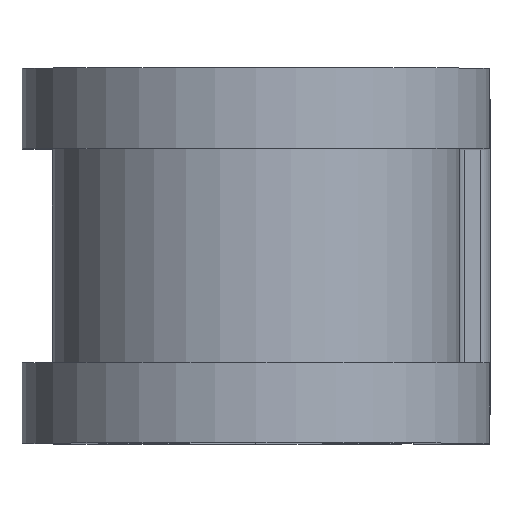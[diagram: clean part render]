
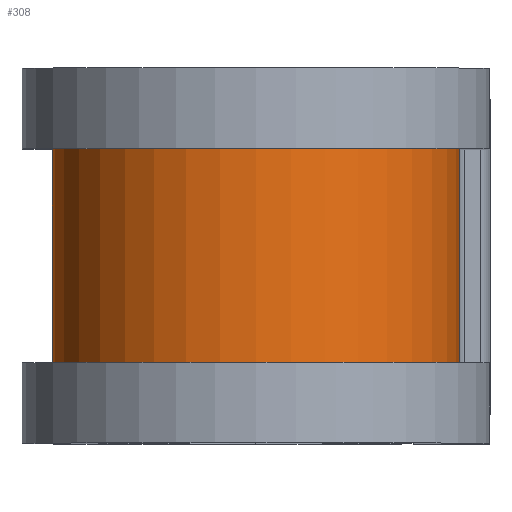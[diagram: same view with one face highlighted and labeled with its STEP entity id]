
A CAD part, top view. The second image highlights one B-rep face of the part: STEP entity #308.
In plain terms, the highlighted cylindrical face has radius 10.274 mm (diameter 20.549 mm), a partial arc.
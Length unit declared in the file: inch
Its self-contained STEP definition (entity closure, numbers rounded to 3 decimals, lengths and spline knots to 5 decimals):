
#4 = CIRCLE ( 'NONE', #1377, 0.4045 ) ;
#94 = DIRECTION ( 'NONE',  ( 0., -1., 0. ) ) ;
#133 = CYLINDRICAL_SURFACE ( 'NONE', #386, 0.4045 ) ;
#171 = DIRECTION ( 'NONE',  ( 0., -1., 0. ) ) ;
#228 = DIRECTION ( 'NONE',  ( 0., -1., 0. ) ) ;
#262 = CARTESIAN_POINT ( 'NONE',  ( 0., 0.3125, 0.625 ) ) ;
#308 = ADVANCED_FACE ( 'NONE', ( #1452 ), #133, .T. ) ;
#325 = DIRECTION ( 'NONE',  ( 0., -1., 0. ) ) ;
#373 = CARTESIAN_POINT ( 'NONE',  ( 0.4045, -0.2125, 0.625 ) ) ;
#386 = AXIS2_PLACEMENT_3D ( 'NONE', #262, #94, #1259 ) ;
#414 = CARTESIAN_POINT ( 'NONE',  ( 0.4045, 0.2125, 0.625 ) ) ;
#441 = VERTEX_POINT ( 'NONE', #373 ) ;
#545 = EDGE_CURVE ( 'NONE', #1697, #661, #1986, .T. ) ;
#661 = VERTEX_POINT ( 'NONE', #850 ) ;
#747 = EDGE_CURVE ( 'NONE', #1832, #441, #981, .T. ) ;
#808 = CIRCLE ( 'NONE', #1826, 0.4045 ) ;
#820 = CARTESIAN_POINT ( 'NONE',  ( -0.4045, 0.3125, 0.625 ) ) ;
#846 = CARTESIAN_POINT ( 'NONE',  ( 0., 0.2125, 0.625 ) ) ;
#850 = CARTESIAN_POINT ( 'NONE',  ( -0.4045, -0.2125, 0.625 ) ) ;
#976 = EDGE_CURVE ( 'NONE', #441, #661, #4, .T. ) ;
#981 = LINE ( 'NONE', #1171, #1797 ) ;
#999 = DIRECTION ( 'NONE',  ( 0., 0., -1. ) ) ;
#1114 = VECTOR ( 'NONE', #325, 39.37008 ) ;
#1171 = CARTESIAN_POINT ( 'NONE',  ( 0.4045, 0.3125, 0.625 ) ) ;
#1229 = CARTESIAN_POINT ( 'NONE',  ( 0., -0.2125, 0.625 ) ) ;
#1259 = DIRECTION ( 'NONE',  ( 0., 0., -1. ) ) ;
#1352 = ORIENTED_EDGE ( 'NONE', *, *, #747, .F. ) ;
#1377 = AXIS2_PLACEMENT_3D ( 'NONE', #1229, #228, #1383 ) ;
#1383 = DIRECTION ( 'NONE',  ( 0., 0., -1. ) ) ;
#1452 = FACE_OUTER_BOUND ( 'NONE', #1829, .T. ) ;
#1518 = CARTESIAN_POINT ( 'NONE',  ( -0.4045, 0.2125, 0.625 ) ) ;
#1578 = ORIENTED_EDGE ( 'NONE', *, *, #545, .T. ) ;
#1697 = VERTEX_POINT ( 'NONE', #1518 ) ;
#1717 = ORIENTED_EDGE ( 'NONE', *, *, #976, .F. ) ;
#1797 = VECTOR ( 'NONE', #171, 39.37008 ) ;
#1826 = AXIS2_PLACEMENT_3D ( 'NONE', #846, #1979, #999 ) ;
#1829 = EDGE_LOOP ( 'NONE', ( #1352, #1846, #1578, #1717 ) ) ;
#1832 = VERTEX_POINT ( 'NONE', #414 ) ;
#1846 = ORIENTED_EDGE ( 'NONE', *, *, #2013, .T. ) ;
#1979 = DIRECTION ( 'NONE',  ( 0., -1., 0. ) ) ;
#1986 = LINE ( 'NONE', #820, #1114 ) ;
#2013 = EDGE_CURVE ( 'NONE', #1832, #1697, #808, .T. ) ;
